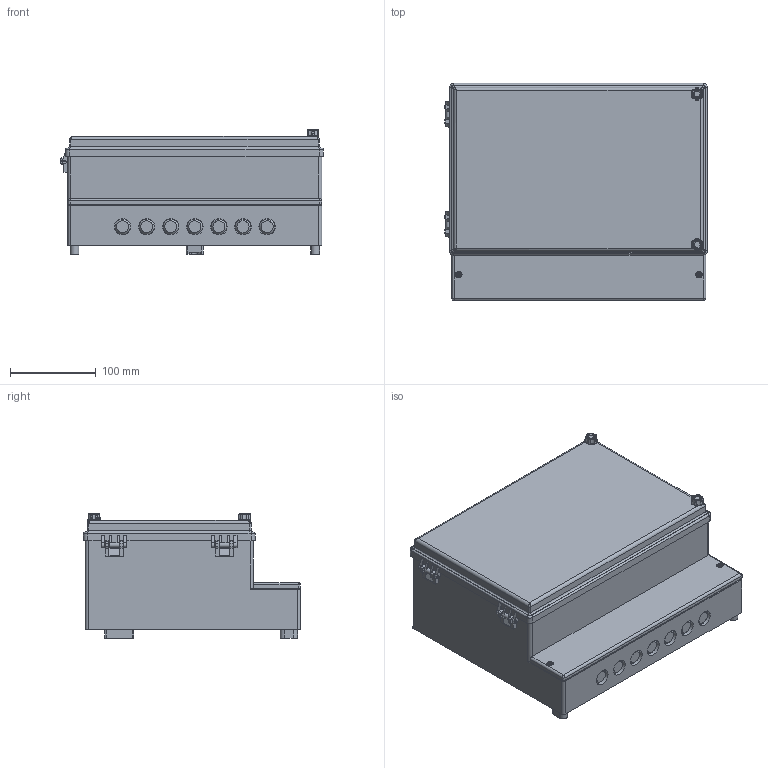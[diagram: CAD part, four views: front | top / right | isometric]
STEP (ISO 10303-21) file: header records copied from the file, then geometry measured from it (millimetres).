
FILE_DESCRIPTION(/* description */ (''),/* implementation_level */ '2;1');
FILE_NAME(/* name */ '0701101600 - MBRCA 31 K.stp',/* time_stamp */ '2017-02-10T13:07:06+01:00',/* author */ ('robin.rentz'),/* organization */ (''),/* preprocessor_version */ 'ST-DEVELOPER v16.5',/* originating_system */ 'Autodesk Inventor 2017',/* authorisation */ '');
FILE_SCHEMA (('AUTOMOTIVE_DESIGN { 1 0 10303 214 3 1 1 }'));
Length unit declared in the file: millimetre
Products named in the file (12): 0701101600 - MBRCA 31 K; 0701101501-UT_MBRCA 31; 0701101305-Klemmraumabdeckung MBRCA 30-31-30K-31K; Einpressmutter M4x9,5 mm Dodge; 1900000000; 1990000243 Schrauben A2 BM4x10_6; Gelenk für Scharnier; ISO 8743 - 2x30 - St; 0791101601-Klarsichtdeckel MBRCA 30-31 K; 1990000002 Distanzbolzen M3 x 20_15 SW5; 1990000016 Hutschraube M3; 0715100106 Rändelschraube M3 x 20_15 MBRCA 13-31 K grau
Assembly tree (28 placements, depth 2):
  0701101600 - MBRCA 31 K
    0701101501-UT_MBRCA 31
    0701101305-Klemmraumabdeckung MBRCA 30-31-30K-31K
    1900000000  x11
    Einpressmutter M4x9,5 mm Dodge  x2
    1990000243 Schrauben A2 BM4x10_6  x2
    Gelenk für Scharnier  x2
    ISO 8743 - 2x30 - St  x2
    0791101601-Klarsichtdeckel MBRCA 30-31 K
    1990000002 Distanzbolzen M3 x 20_15 SW5  x2
    1990000016 Hutschraube M3  x2
    0715100106 Rändelschraube M3 x 20_15 MBRCA 13-31 K grau  x2
Bounding box: 305.65 x 252.75 x 144.9 mm (x, y, z)
Volume: 1143606.2 mm3; surface area: 667088.9 mm2
Topology: 28 solids, 28 shells, 1726 faces, 4461 edges, 2730 vertices
Faces by surface type: plane 830, cylinder 411, bspline 171, cone 141, torus 139, sphere 34
Full cylindrical faces by diameter (mm): 2 x20, 2.3 x2, 2.459 x13, 3 x6, 3.242 x2, 3.3 x2, 4 x24, 4.3 x2, 5.4 x2, 5.5 x2, 5.6 x2, 6.4 x4, 6.8 x2, 7 x2, 7.7 x2, 18 x1, 19 x14
Entity records: 33626 total; most frequent: CARTESIAN_POINT 8087, DIRECTION 5299, ORIENTED_EDGE 5048, EDGE_CURVE 2524, AXIS2_PLACEMENT_3D 1929, VERTEX_POINT 1650, LINE 1441, VECTOR 1441
